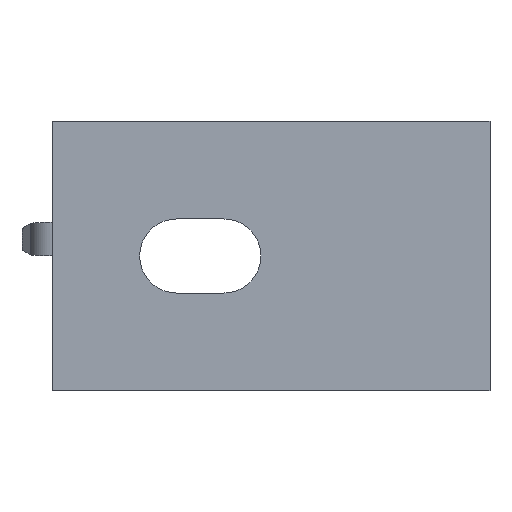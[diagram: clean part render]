
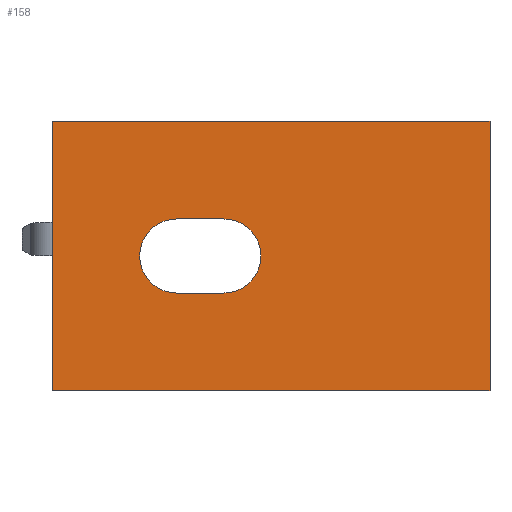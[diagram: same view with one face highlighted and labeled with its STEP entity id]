
A CAD part, left-side view. The second image highlights one B-rep face of the part: STEP entity #158.
In plain terms, the highlighted face is planar.
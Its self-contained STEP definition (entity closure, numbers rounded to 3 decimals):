
#1=CARTESIAN_POINT('',(0.,14.,0.));
#2=DIRECTION('',(0.,0.,-1.));
#3=DIRECTION('',(-1.,0.,0.));
#4=AXIS2_PLACEMENT_3D('',#1,#2,#3);
#6=DIRECTION('',(0.,-1.,0.));
#7=VECTOR('',#6,7.);
#8=CARTESIAN_POINT('',(5.5,14.,0.));
#9=LINE('',#8,#7);
#10=CARTESIAN_POINT('',(0.,7.,0.));
#11=DIRECTION('',(0.,0.,-1.));
#12=DIRECTION('',(1.,0.,0.));
#13=AXIS2_PLACEMENT_3D('',#10,#11,#12);
#15=DIRECTION('',(0.,1.,0.));
#16=VECTOR('',#15,7.);
#17=CARTESIAN_POINT('',(-5.5,7.,0.));
#18=LINE('',#17,#16);
#19=DIRECTION('',(0.,1.,0.));
#20=VECTOR('',#19,65.);
#21=CARTESIAN_POINT('',(-20.,-32.5,0.));
#22=LINE('',#21,#20);
#27=DIRECTION('',(1.,0.,0.));
#28=VECTOR('',#27,40.);
#29=CARTESIAN_POINT('',(-20.,32.5,0.));
#30=LINE('',#29,#28);
#35=DIRECTION('',(0.,-1.,0.));
#36=VECTOR('',#35,65.);
#37=CARTESIAN_POINT('',(20.,32.5,0.));
#38=LINE('',#37,#36);
#43=DIRECTION('',(-1.,0.,0.));
#44=VECTOR('',#43,40.);
#45=CARTESIAN_POINT('',(20.,-32.5,0.));
#46=LINE('',#45,#44);
#101=CARTESIAN_POINT('',(-20.,-32.5,0.));
#102=CARTESIAN_POINT('',(-20.,32.5,0.));
#103=VERTEX_POINT('',#101);
#104=VERTEX_POINT('',#102);
#105=CARTESIAN_POINT('',(20.,-32.5,0.));
#106=VERTEX_POINT('',#105);
#107=CARTESIAN_POINT('',(20.,32.5,0.));
#108=VERTEX_POINT('',#107);
#109=CARTESIAN_POINT('',(-5.5,14.,0.));
#110=CARTESIAN_POINT('',(5.5,14.,0.));
#111=VERTEX_POINT('',#109);
#112=VERTEX_POINT('',#110);
#113=CARTESIAN_POINT('',(5.5,7.,0.));
#114=VERTEX_POINT('',#113);
#115=CARTESIAN_POINT('',(-5.5,7.,0.));
#116=VERTEX_POINT('',#115);
#133=CARTESIAN_POINT('',(0.,0.,0.));
#134=DIRECTION('',(0.,0.,1.));
#135=DIRECTION('',(1.,0.,0.));
#136=AXIS2_PLACEMENT_3D('',#133,#134,#135);
#137=PLANE('',#136);
#139=ORIENTED_EDGE('',*,*,#138,.F.);
#141=ORIENTED_EDGE('',*,*,#140,.F.);
#143=ORIENTED_EDGE('',*,*,#142,.F.);
#145=ORIENTED_EDGE('',*,*,#144,.F.);
#146=EDGE_LOOP('',(#139,#141,#143,#145));
#147=FACE_OUTER_BOUND('',#146,.F.);
#149=ORIENTED_EDGE('',*,*,#148,.T.);
#151=ORIENTED_EDGE('',*,*,#150,.T.);
#153=ORIENTED_EDGE('',*,*,#152,.T.);
#155=ORIENTED_EDGE('',*,*,#154,.T.);
#156=EDGE_LOOP('',(#149,#151,#153,#155));
#157=FACE_BOUND('',#156,.F.);
#158=ADVANCED_FACE('',(#147,#157),#137,.F.);
#5=CIRCLE('',#4,5.5);
#14=CIRCLE('',#13,5.5);
#138=EDGE_CURVE('',#103,#104,#22,.T.);
#140=EDGE_CURVE('',#106,#103,#46,.T.);
#142=EDGE_CURVE('',#108,#106,#38,.T.);
#144=EDGE_CURVE('',#104,#108,#30,.T.);
#148=EDGE_CURVE('',#111,#112,#5,.T.);
#150=EDGE_CURVE('',#112,#114,#9,.T.);
#152=EDGE_CURVE('',#114,#116,#14,.T.);
#154=EDGE_CURVE('',#116,#111,#18,.T.);
